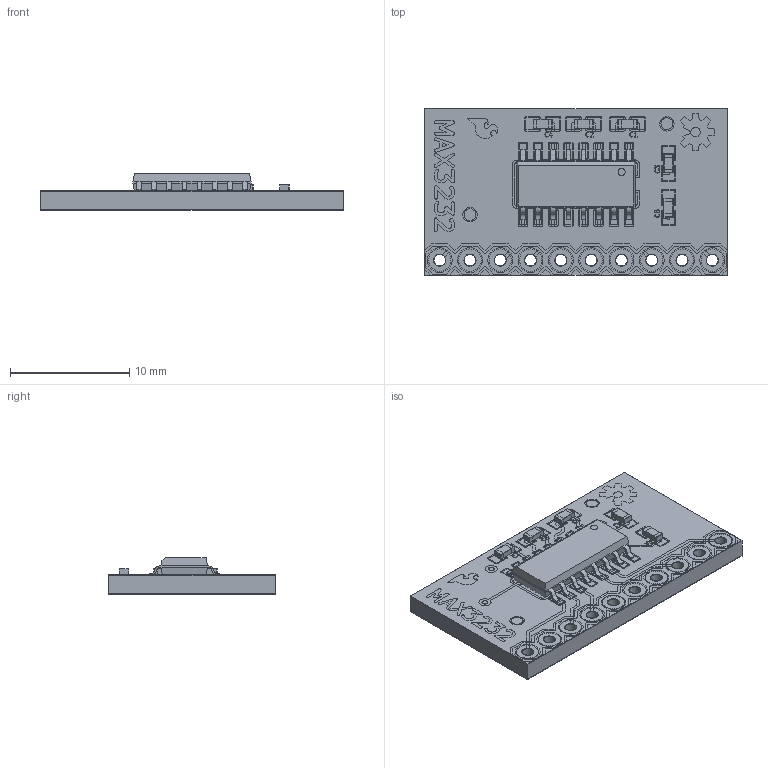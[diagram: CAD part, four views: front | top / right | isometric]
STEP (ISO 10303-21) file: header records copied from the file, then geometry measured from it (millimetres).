
FILE_DESCRIPTION(('FreeCAD Model'),'2;1');
FILE_NAME('Open CASCADE Shape Model','2025-09-23T06:54:00',(''),(''), 'Open CASCADE STEP processor 7.8','FreeCAD','Unknown');
FILE_SCHEMA(('AUTOMOTIVE_DESIGN { 1 0 10303 214 1 1 1 1 }'));
Length unit declared in the file: millimetre
Products named in the file (192): Unnamed; MAX3232_Breakout_v11 1; MAX3232_Breakout_v11_copper027; MAX3232_Breakout_v11_copper; MAX3232_Breakout_v11_copper001; MAX3232_Breakout_v11_copper002; MAX3232_Breakout_v11_copper003; MAX3232_Breakout_v11_copper004; MAX3232_Breakout_v11_copper005; MAX3232_Breakout_v11_copper006; MAX3232_Breakout_v11_copper007; MAX3232_Breakout_v11_copper008; MAX3232_Breakout_v11_copper009; MAX3232_Breakout_v11_copper010; MAX3232_Breakout_v11_copper011; MAX3232_Breakout_v11_copper012; MAX3232_Breakout_v11_copper013; MAX3232_Breakout_v11_copper014; MAX3232_Breakout_v11_copper015; MAX3232_Breakout_v11_copper016; MAX3232_Breakout_v11_copper017; MAX3232_Breakout_v11_copper018; MAX3232_Breakout_v11_copper019; MAX3232_Breakout_v11_copper020; MAX3232_Breakout_v11_copper021; MAX3232_Breakout_v11_copper022; MAX3232_Breakout_v11_copper023; MAX3232_Breakout_v11_copper024; MAX3232_Breakout_v11_copper025; MAX3232_Breakout_v11_copper026; MAX3232_Breakout_v11_pad058; MAX3232_Breakout_v11_pad; MAX3232_Breakout_v11_pad001; MAX3232_Breakout_v11_pad002; MAX3232_Breakout_v11_pad003; MAX3232_Breakout_v11_pad004; MAX3232_Breakout_v11_pad005; MAX3232_Breakout_v11_pad006; MAX3232_Breakout_v11_pad007; MAX3232_Breakout_v11_pad008 ...
Assembly tree (195 placements, depth 4):
  Unnamed
    MAX3232_Breakout_v11 1
      MAX3232_Breakout_v11_copper027
        MAX3232_Breakout_v11_copper
        MAX3232_Breakout_v11_copper001
        MAX3232_Breakout_v11_copper002
        MAX3232_Breakout_v11_copper003
        MAX3232_Breakout_v11_copper004
        MAX3232_Breakout_v11_copper005
        MAX3232_Breakout_v11_copper006
        MAX3232_Breakout_v11_copper007
        MAX3232_Breakout_v11_copper008
        MAX3232_Breakout_v11_copper009
        MAX3232_Breakout_v11_copper010
        MAX3232_Breakout_v11_copper011
        MAX3232_Breakout_v11_copper012
        MAX3232_Breakout_v11_copper013
        MAX3232_Breakout_v11_copper014
        MAX3232_Breakout_v11_copper015
        MAX3232_Breakout_v11_copper016
        MAX3232_Breakout_v11_copper017
        MAX3232_Breakout_v11_copper018
        MAX3232_Breakout_v11_copper019
        MAX3232_Breakout_v11_copper020
        MAX3232_Breakout_v11_copper021
        MAX3232_Breakout_v11_copper022
        MAX3232_Breakout_v11_copper023
        MAX3232_Breakout_v11_copper024
        MAX3232_Breakout_v11_copper025
        MAX3232_Breakout_v11_copper026
      MAX3232_Breakout_v11_pad058
        MAX3232_Breakout_v11_pad
        MAX3232_Breakout_v11_pad001
        MAX3232_Breakout_v11_pad002
        MAX3232_Breakout_v11_pad003
        MAX3232_Breakout_v11_pad004
        MAX3232_Breakout_v11_pad005
        MAX3232_Breakout_v11_pad006
        MAX3232_Breakout_v11_pad007
        MAX3232_Breakout_v11_pad008
        MAX3232_Breakout_v11_pad009
        MAX3232_Breakout_v11_pad010
        MAX3232_Breakout_v11_pad011
        MAX3232_Breakout_v11_pad012
        MAX3232_Breakout_v11_pad013
        MAX3232_Breakout_v11_pad014
        MAX3232_Breakout_v11_pad015
        MAX3232_Breakout_v11_pad016
        MAX3232_Breakout_v11_pad017
        MAX3232_Breakout_v11_pad018
        MAX3232_Breakout_v11_pad019
        MAX3232_Breakout_v11_pad020
        MAX3232_Breakout_v11_pad021
        MAX3232_Breakout_v11_pad022
        MAX3232_Breakout_v11_pad023
        MAX3232_Breakout_v11_pad024
        MAX3232_Breakout_v11_pad025
        MAX3232_Breakout_v11_pad026
        MAX3232_Breakout_v11_pad027
        MAX3232_Breakout_v11_pad028
Bounding box: 25.4 x 13.97 x 3.08 mm (x, y, z)
Volume: 587.2 mm3; surface area: 2080.6 mm2
Topology: 108 solids, 195 shells, 1136 faces, 4352 edges, 3520 vertices
Faces by surface type: plane 806, cylinder 258, sphere 40, bspline 32
Full cylindrical faces by diameter (mm): 0.458 x6, 0.508 x24, 0.966 x30, 1 x2, 1.016 x24, 1.88 x20
Entity records: 50135 total; most frequent: CARTESIAN_POINT 11031, DIRECTION 6963, ORIENTED_EDGE 5904, EDGE_CURVE 3968, VERTEX_POINT 3296, LINE 3059, VECTOR 3059, AXIS2_PLACEMENT_3D 1952
